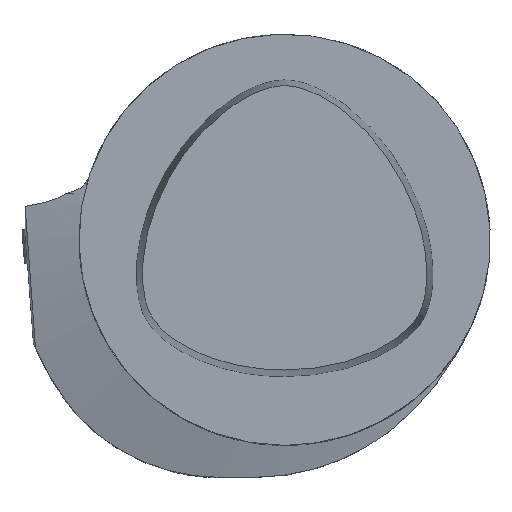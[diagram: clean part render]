
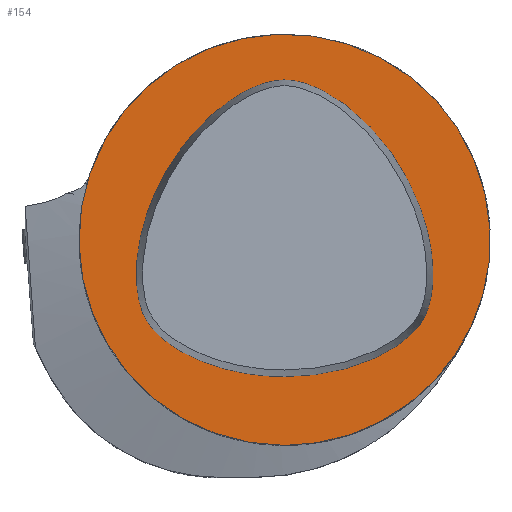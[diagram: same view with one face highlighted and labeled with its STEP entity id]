
A CAD part, top view. The second image highlights one B-rep face of the part: STEP entity #154.
In plain terms, the highlighted planar face has unit normal (0, 0, 1).
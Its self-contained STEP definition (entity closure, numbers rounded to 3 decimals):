
#77=CIRCLE('',#906,50.);
#154=ADVANCED_FACE('',(#234),#193,.F.);
#193=PLANE('',#908);
#234=FACE_OUTER_BOUND('',#285,.T.);
#285=EDGE_LOOP('',(#463));
#463=ORIENTED_EDGE('',*,*,#670,.T.);
#570=VERTEX_POINT('',#1408);
#670=EDGE_CURVE('',#570,#570,#77,.T.);
#906=AXIS2_PLACEMENT_3D('',#1407,#1097,#1098);
#908=AXIS2_PLACEMENT_3D('',#1410,#1101,#1102);
#1097=DIRECTION('',(0.,0.,1.));
#1098=DIRECTION('',(0.,-1.,0.));
#1101=DIRECTION('',(0.,0.,-1.));
#1102=DIRECTION('',(-1.,0.,0.));
#1407=CARTESIAN_POINT('',(0.,0.,0.));
#1408=CARTESIAN_POINT('',(0.,-50.,0.));
#1410=CARTESIAN_POINT('',(0.,-49.7,0.));
